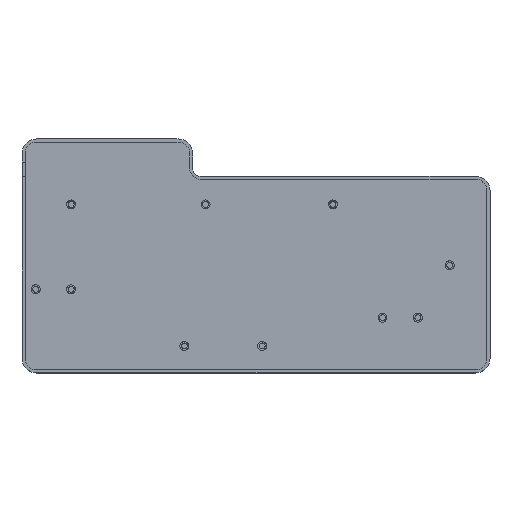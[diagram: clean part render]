
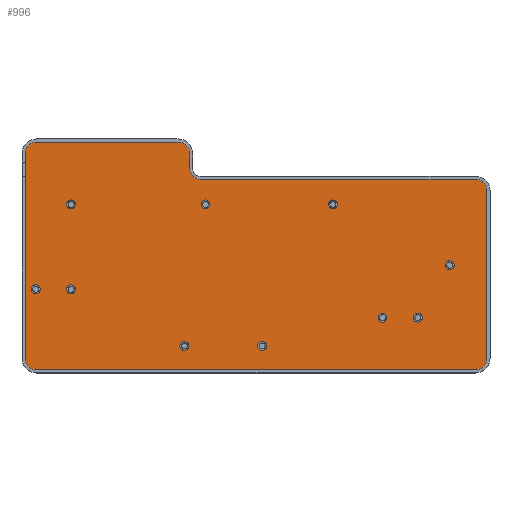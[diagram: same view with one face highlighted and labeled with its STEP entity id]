
A CAD part, top view. The second image highlights one B-rep face of the part: STEP entity #996.
In plain terms, the highlighted planar face has unit normal (0, 0, 1).
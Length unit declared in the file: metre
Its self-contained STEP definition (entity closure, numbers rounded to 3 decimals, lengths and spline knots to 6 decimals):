
#34=LINE('',#1694,#94);
#35=LINE('',#1698,#95);
#36=LINE('',#1702,#96);
#37=LINE('',#1706,#97);
#38=LINE('',#1710,#98);
#39=LINE('',#1714,#99);
#94=VECTOR('',#1387,1.);
#95=VECTOR('',#1390,1.);
#96=VECTOR('',#1393,1.);
#97=VECTOR('',#1396,1.);
#98=VECTOR('',#1399,1.);
#99=VECTOR('',#1402,1.);
#270=ORIENTED_EDGE('',*,*,#486,.T.);
#271=ORIENTED_EDGE('',*,*,#487,.F.);
#272=ORIENTED_EDGE('',*,*,#488,.T.);
#273=ORIENTED_EDGE('',*,*,#489,.T.);
#274=ORIENTED_EDGE('',*,*,#490,.T.);
#275=ORIENTED_EDGE('',*,*,#491,.T.);
#276=ORIENTED_EDGE('',*,*,#492,.T.);
#277=ORIENTED_EDGE('',*,*,#493,.F.);
#278=ORIENTED_EDGE('',*,*,#494,.F.);
#279=ORIENTED_EDGE('',*,*,#495,.T.);
#280=ORIENTED_EDGE('',*,*,#496,.T.);
#281=ORIENTED_EDGE('',*,*,#497,.F.);
#282=ORIENTED_EDGE('',*,*,#423,.F.);
#283=ORIENTED_EDGE('',*,*,#426,.F.);
#284=ORIENTED_EDGE('',*,*,#429,.F.);
#285=ORIENTED_EDGE('',*,*,#432,.F.);
#286=ORIENTED_EDGE('',*,*,#435,.F.);
#287=ORIENTED_EDGE('',*,*,#438,.F.);
#288=ORIENTED_EDGE('',*,*,#441,.F.);
#289=ORIENTED_EDGE('',*,*,#444,.F.);
#290=ORIENTED_EDGE('',*,*,#447,.F.);
#291=ORIENTED_EDGE('',*,*,#450,.F.);
#423=EDGE_CURVE('',#547,#547,#643,.T.);
#426=EDGE_CURVE('',#550,#550,#646,.T.);
#429=EDGE_CURVE('',#553,#553,#649,.T.);
#432=EDGE_CURVE('',#556,#556,#652,.T.);
#435=EDGE_CURVE('',#559,#559,#655,.T.);
#438=EDGE_CURVE('',#562,#562,#658,.T.);
#441=EDGE_CURVE('',#565,#565,#661,.T.);
#444=EDGE_CURVE('',#568,#568,#664,.T.);
#447=EDGE_CURVE('',#571,#571,#667,.T.);
#450=EDGE_CURVE('',#574,#574,#670,.T.);
#486=EDGE_CURVE('',#608,#609,#684,.T.);
#487=EDGE_CURVE('',#610,#609,#34,.T.);
#488=EDGE_CURVE('',#610,#611,#685,.T.);
#489=EDGE_CURVE('',#611,#612,#35,.T.);
#490=EDGE_CURVE('',#612,#613,#686,.T.);
#491=EDGE_CURVE('',#613,#614,#36,.T.);
#492=EDGE_CURVE('',#614,#615,#687,.T.);
#493=EDGE_CURVE('',#616,#615,#37,.T.);
#494=EDGE_CURVE('',#617,#616,#688,.T.);
#495=EDGE_CURVE('',#617,#618,#38,.T.);
#496=EDGE_CURVE('',#618,#619,#689,.T.);
#497=EDGE_CURVE('',#608,#619,#39,.T.);
#547=VERTEX_POINT('',#1537);
#550=VERTEX_POINT('',#1546);
#553=VERTEX_POINT('',#1555);
#556=VERTEX_POINT('',#1564);
#559=VERTEX_POINT('',#1573);
#562=VERTEX_POINT('',#1582);
#565=VERTEX_POINT('',#1591);
#568=VERTEX_POINT('',#1600);
#571=VERTEX_POINT('',#1609);
#574=VERTEX_POINT('',#1618);
#608=VERTEX_POINT('',#1692);
#609=VERTEX_POINT('',#1693);
#610=VERTEX_POINT('',#1695);
#611=VERTEX_POINT('',#1697);
#612=VERTEX_POINT('',#1699);
#613=VERTEX_POINT('',#1701);
#614=VERTEX_POINT('',#1703);
#615=VERTEX_POINT('',#1705);
#616=VERTEX_POINT('',#1707);
#617=VERTEX_POINT('',#1709);
#618=VERTEX_POINT('',#1711);
#619=VERTEX_POINT('',#1713);
#643=CIRCLE('',#1060,0.003);
#646=CIRCLE('',#1066,0.003);
#649=CIRCLE('',#1072,0.003);
#652=CIRCLE('',#1078,0.003);
#655=CIRCLE('',#1084,0.003);
#658=CIRCLE('',#1090,0.003);
#661=CIRCLE('',#1096,0.003);
#664=CIRCLE('',#1102,0.003);
#667=CIRCLE('',#1108,0.003);
#670=CIRCLE('',#1114,0.003);
#684=CIRCLE('',#1132,0.0079);
#685=CIRCLE('',#1133,0.0079);
#686=CIRCLE('',#1134,0.0079);
#687=CIRCLE('',#1135,0.0079);
#688=CIRCLE('',#1136,0.0071);
#689=CIRCLE('',#1137,0.0079);
#768=EDGE_LOOP('',(#270,#271,#272,#273,#274,#275,#276,#277,#278,#279,#280,
#281));
#769=EDGE_LOOP('',(#282));
#770=EDGE_LOOP('',(#283));
#771=EDGE_LOOP('',(#284));
#772=EDGE_LOOP('',(#285));
#773=EDGE_LOOP('',(#286));
#774=EDGE_LOOP('',(#287));
#775=EDGE_LOOP('',(#288));
#776=EDGE_LOOP('',(#289));
#777=EDGE_LOOP('',(#290));
#778=EDGE_LOOP('',(#291));
#878=FACE_BOUND('',#768,.T.);
#879=FACE_BOUND('',#769,.T.);
#880=FACE_BOUND('',#770,.T.);
#881=FACE_BOUND('',#771,.T.);
#882=FACE_BOUND('',#772,.T.);
#883=FACE_BOUND('',#773,.T.);
#884=FACE_BOUND('',#774,.T.);
#885=FACE_BOUND('',#775,.T.);
#886=FACE_BOUND('',#776,.T.);
#887=FACE_BOUND('',#777,.T.);
#888=FACE_BOUND('',#778,.T.);
#938=PLANE('',#1131);
#996=ADVANCED_FACE('',(#878,#879,#880,#881,#882,#883,#884,#885,#886,#887,
#888),#938,.T.);
#1060=AXIS2_PLACEMENT_3D('',#1536,#1219,#1220);
#1066=AXIS2_PLACEMENT_3D('',#1545,#1231,#1232);
#1072=AXIS2_PLACEMENT_3D('',#1554,#1243,#1244);
#1078=AXIS2_PLACEMENT_3D('',#1563,#1255,#1256);
#1084=AXIS2_PLACEMENT_3D('',#1572,#1267,#1268);
#1090=AXIS2_PLACEMENT_3D('',#1581,#1279,#1280);
#1096=AXIS2_PLACEMENT_3D('',#1590,#1291,#1292);
#1102=AXIS2_PLACEMENT_3D('',#1599,#1303,#1304);
#1108=AXIS2_PLACEMENT_3D('',#1608,#1315,#1316);
#1114=AXIS2_PLACEMENT_3D('',#1617,#1327,#1328);
#1131=AXIS2_PLACEMENT_3D('',#1690,#1383,#1384);
#1132=AXIS2_PLACEMENT_3D('',#1691,#1385,#1386);
#1133=AXIS2_PLACEMENT_3D('',#1696,#1388,#1389);
#1134=AXIS2_PLACEMENT_3D('',#1700,#1391,#1392);
#1135=AXIS2_PLACEMENT_3D('',#1704,#1394,#1395);
#1136=AXIS2_PLACEMENT_3D('',#1708,#1397,#1398);
#1137=AXIS2_PLACEMENT_3D('',#1712,#1400,#1401);
#1219=DIRECTION('',(0.,0.,1.));
#1220=DIRECTION('',(1.,0.,0.));
#1231=DIRECTION('',(0.,0.,1.));
#1232=DIRECTION('',(1.,0.,0.));
#1243=DIRECTION('',(0.,0.,1.));
#1244=DIRECTION('',(1.,0.,0.));
#1255=DIRECTION('',(0.,0.,1.));
#1256=DIRECTION('',(1.,0.,0.));
#1267=DIRECTION('',(0.,0.,1.));
#1268=DIRECTION('',(1.,0.,0.));
#1279=DIRECTION('',(0.,0.,1.));
#1280=DIRECTION('',(1.,0.,0.));
#1291=DIRECTION('',(0.,0.,1.));
#1292=DIRECTION('',(1.,0.,0.));
#1303=DIRECTION('',(0.,0.,1.));
#1304=DIRECTION('',(1.,0.,0.));
#1315=DIRECTION('',(0.,0.,1.));
#1316=DIRECTION('',(1.,0.,0.));
#1327=DIRECTION('',(0.,0.,1.));
#1328=DIRECTION('',(1.,0.,0.));
#1383=DIRECTION('',(0.,0.,1.));
#1384=DIRECTION('',(1.,0.,0.));
#1385=DIRECTION('',(0.,0.,1.));
#1386=DIRECTION('',(1.,0.,0.));
#1387=DIRECTION('',(0.,1.,0.));
#1388=DIRECTION('',(0.,0.,1.));
#1389=DIRECTION('',(1.,0.,0.));
#1390=DIRECTION('',(1.,0.,0.));
#1391=DIRECTION('',(0.,0.,1.));
#1392=DIRECTION('',(1.,0.,0.));
#1393=DIRECTION('',(0.,1.,0.));
#1394=DIRECTION('',(0.,0.,1.));
#1395=DIRECTION('',(1.,0.,0.));
#1396=DIRECTION('',(1.,0.,0.));
#1397=DIRECTION('',(0.,0.,1.));
#1398=DIRECTION('',(1.,0.,0.));
#1399=DIRECTION('',(0.,1.,0.));
#1400=DIRECTION('',(0.,0.,1.));
#1401=DIRECTION('',(1.,0.,0.));
#1402=DIRECTION('',(1.,0.,0.));
#1536=CARTESIAN_POINT('',(0.00675,0.0538,0.003));
#1537=CARTESIAN_POINT('',(0.00975,0.0538,0.003));
#1545=CARTESIAN_POINT('',(0.030562,0.0538,0.003));
#1546=CARTESIAN_POINT('',(0.033562,0.0538,0.003));
#1554=CARTESIAN_POINT('',(0.030562,0.11095,0.003));
#1555=CARTESIAN_POINT('',(0.033562,0.11095,0.003));
#1563=CARTESIAN_POINT('',(0.121049,0.11095,0.003));
#1564=CARTESIAN_POINT('',(0.124049,0.11095,0.003));
#1572=CARTESIAN_POINT('',(0.206774,0.11095,0.003));
#1573=CARTESIAN_POINT('',(0.209774,0.11095,0.003));
#1581=CARTESIAN_POINT('',(0.285336,0.069951,0.003));
#1582=CARTESIAN_POINT('',(0.288336,0.069951,0.003));
#1590=CARTESIAN_POINT('',(0.263924,0.03475,0.003));
#1591=CARTESIAN_POINT('',(0.266924,0.03475,0.003));
#1599=CARTESIAN_POINT('',(0.240157,0.03475,0.003));
#1600=CARTESIAN_POINT('',(0.243157,0.03475,0.003));
#1608=CARTESIAN_POINT('',(0.15915,0.0157,0.003));
#1609=CARTESIAN_POINT('',(0.16215,0.0157,0.003));
#1617=CARTESIAN_POINT('',(0.106762,0.0157,0.003));
#1618=CARTESIAN_POINT('',(0.109762,0.0157,0.003));
#1690=CARTESIAN_POINT('',(0.155,0.07625,0.003));
#1691=CARTESIAN_POINT('',(0.0075,0.145,0.003));
#1692=CARTESIAN_POINT('',(0.0075,0.1529,0.003));
#1693=CARTESIAN_POINT('',(-0.0004,0.145,0.003));
#1694=CARTESIAN_POINT('',(-0.0004,0.0673,0.003));
#1695=CARTESIAN_POINT('',(-0.0004,0.0075,0.003));
#1696=CARTESIAN_POINT('',(0.0075,0.0075,0.003));
#1697=CARTESIAN_POINT('',(0.0075,-0.0004,0.003));
#1698=CARTESIAN_POINT('',(0.155,-0.0004,0.003));
#1699=CARTESIAN_POINT('',(0.3025,-0.0004,0.003));
#1700=CARTESIAN_POINT('',(0.3025,0.0075,0.003));
#1701=CARTESIAN_POINT('',(0.3104,0.0075,0.003));
#1702=CARTESIAN_POINT('',(0.3104,0.06375,0.003));
#1703=CARTESIAN_POINT('',(0.3104,0.12,0.003));
#1704=CARTESIAN_POINT('',(0.3025,0.12,0.003));
#1705=CARTESIAN_POINT('',(0.3025,0.1279,0.003));
#1706=CARTESIAN_POINT('',(0.21,0.1279,0.003));
#1707=CARTESIAN_POINT('',(0.1175,0.1279,0.003));
#1708=CARTESIAN_POINT('',(0.1175,0.135,0.003));
#1709=CARTESIAN_POINT('',(0.1104,0.135,0.003));
#1710=CARTESIAN_POINT('',(0.1104,0.14,0.003));
#1711=CARTESIAN_POINT('',(0.1104,0.145,0.003));
#1712=CARTESIAN_POINT('',(0.1025,0.145,0.003));
#1713=CARTESIAN_POINT('',(0.1025,0.1529,0.003));
#1714=CARTESIAN_POINT('',(0.055,0.1529,0.003));
